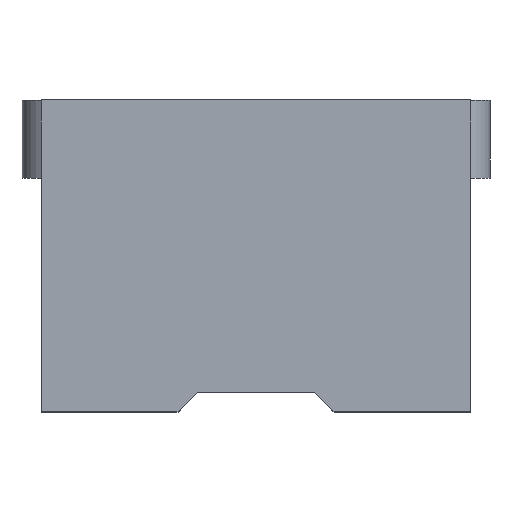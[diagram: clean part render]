
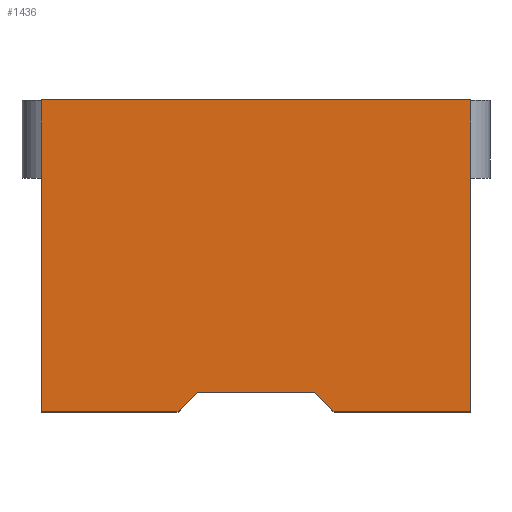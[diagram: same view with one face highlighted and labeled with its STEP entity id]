
A CAD part, top view. The second image highlights one B-rep face of the part: STEP entity #1436.
In plain terms, the highlighted planar face has unit normal (0, 0, 1).
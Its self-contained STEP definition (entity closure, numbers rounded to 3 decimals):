
#72=PLANE('',#1550);
#133=FACE_OUTER_BOUND('',#223,.T.);
#223=EDGE_LOOP('',(#1204,#1205,#1206,#1207,#1208,#1209,#1210,#1211));
#353=LINE('',#2510,#493);
#359=LINE('',#2525,#499);
#366=LINE('',#2540,#506);
#367=LINE('',#2542,#507);
#368=LINE('',#2544,#508);
#369=LINE('',#2545,#509);
#370=LINE('',#2547,#510);
#371=LINE('',#2548,#511);
#493=VECTOR('',#1838,1000.);
#499=VECTOR('',#1852,1000.);
#506=VECTOR('',#1861,1000.);
#507=VECTOR('',#1862,1000.);
#508=VECTOR('',#1863,1000.);
#509=VECTOR('',#1864,1000.);
#510=VECTOR('',#1865,1000.);
#511=VECTOR('',#1866,1000.);
#705=VERTEX_POINT('',#2507);
#706=VERTEX_POINT('',#2509);
#711=VERTEX_POINT('',#2523);
#717=VERTEX_POINT('',#2538);
#718=VERTEX_POINT('',#2539);
#719=VERTEX_POINT('',#2541);
#720=VERTEX_POINT('',#2543);
#721=VERTEX_POINT('',#2546);
#881=EDGE_CURVE('',#706,#705,#353,.T.);
#889=EDGE_CURVE('',#711,#705,#359,.T.);
#896=EDGE_CURVE('',#717,#718,#366,.T.);
#897=EDGE_CURVE('',#717,#719,#367,.F.);
#898=EDGE_CURVE('',#720,#719,#368,.T.);
#899=EDGE_CURVE('',#720,#706,#369,.T.);
#900=EDGE_CURVE('',#721,#711,#370,.T.);
#901=EDGE_CURVE('',#721,#718,#371,.T.);
#1204=ORIENTED_EDGE('',*,*,#896,.F.);
#1205=ORIENTED_EDGE('',*,*,#897,.T.);
#1206=ORIENTED_EDGE('',*,*,#898,.F.);
#1207=ORIENTED_EDGE('',*,*,#899,.T.);
#1208=ORIENTED_EDGE('',*,*,#881,.T.);
#1209=ORIENTED_EDGE('',*,*,#889,.F.);
#1210=ORIENTED_EDGE('',*,*,#900,.F.);
#1211=ORIENTED_EDGE('',*,*,#901,.T.);
#1436=ADVANCED_FACE('',(#133),#72,.F.);
#1550=AXIS2_PLACEMENT_3D('',#2537,#1859,#1860);
#1838=DIRECTION('',(-1.,0.,0.));
#1852=DIRECTION('',(0.,1.,0.));
#1859=DIRECTION('center_axis',(0.,0.,-1.));
#1860=DIRECTION('ref_axis',(-1.,0.,0.));
#1861=DIRECTION('',(-1.,0.,0.));
#1862=DIRECTION('',(-0.707,0.707,0.));
#1863=DIRECTION('',(-1.,0.,0.));
#1864=DIRECTION('',(0.,1.,0.));
#1865=DIRECTION('',(-1.,0.,0.));
#1866=DIRECTION('',(0.707,0.707,0.));
#2507=CARTESIAN_POINT('',(-22.024,15.95,-43.8));
#2509=CARTESIAN_POINT('',(22.076,15.95,-43.8));
#2510=CARTESIAN_POINT('',(0.026,15.95,-43.8));
#2523=CARTESIAN_POINT('',(-22.024,-16.05,-43.8));
#2525=CARTESIAN_POINT('',(-22.024,-16.05,-43.8));
#2537=CARTESIAN_POINT('Origin',(0.026,-16.05,-43.8));
#2538=CARTESIAN_POINT('',(6.026,-14.05,-43.8));
#2539=CARTESIAN_POINT('',(-5.974,-14.05,-43.8));
#2540=CARTESIAN_POINT('',(0.026,-14.05,-43.8));
#2541=CARTESIAN_POINT('',(8.026,-16.05,-43.8));
#2542=CARTESIAN_POINT('',(4.026,-12.05,-43.8));
#2543=CARTESIAN_POINT('',(22.076,-16.05,-43.8));
#2544=CARTESIAN_POINT('',(0.026,-16.05,-43.8));
#2545=CARTESIAN_POINT('',(22.076,-16.05,-43.8));
#2546=CARTESIAN_POINT('',(-7.974,-16.05,-43.8));
#2547=CARTESIAN_POINT('',(0.026,-16.05,-43.8));
#2548=CARTESIAN_POINT('',(-3.974,-12.05,-43.8));
